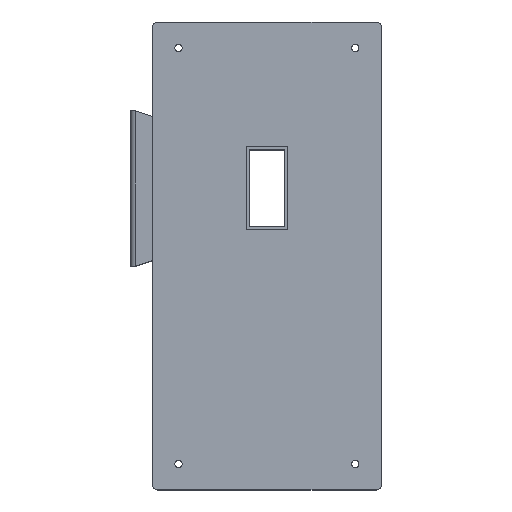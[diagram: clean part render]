
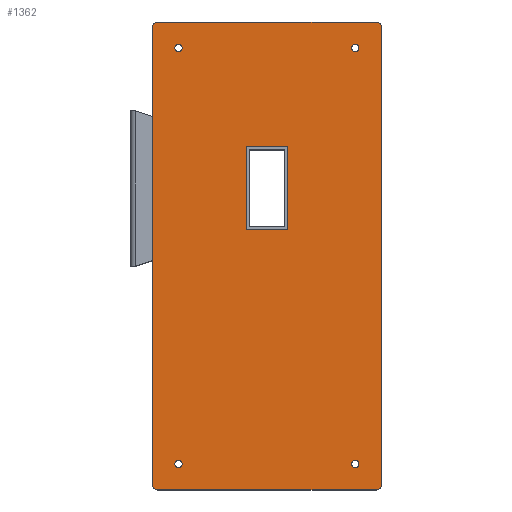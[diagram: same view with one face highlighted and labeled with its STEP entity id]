
A CAD part, top view. The second image highlights one B-rep face of the part: STEP entity #1362.
In plain terms, the highlighted planar face has unit normal (0, 0, 1).
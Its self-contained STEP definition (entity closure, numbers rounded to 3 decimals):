
#22 = CARTESIAN_POINT ( 'NONE',  ( 105., -290., 5. ) ) ;
#42 = CARTESIAN_POINT ( 'NONE',  ( 105., 160., 5. ) ) ;
#48 = DIRECTION ( 'NONE',  ( 1., 0., 0. ) ) ;
#57 = CARTESIAN_POINT ( 'NONE',  ( 105., 155., 5. ) ) ;
#61 = CARTESIAN_POINT ( 'NONE',  ( 105., -285., 5. ) ) ;
#85 = ORIENTED_EDGE ( 'NONE', *, *, #972, .T. ) ;
#88 = DIRECTION ( 'NONE',  ( 1., 0., 0. ) ) ;
#100 = VECTOR ( 'NONE', #1460, 1000. ) ;
#147 = ORIENTED_EDGE ( 'NONE', *, *, #794, .T. ) ;
#148 = LINE ( 'NONE', #216, #2096 ) ;
#163 = CARTESIAN_POINT ( 'NONE',  ( 105., -285., 5. ) ) ;
#170 = VECTOR ( 'NONE', #1983, 1000. ) ;
#185 = VERTEX_POINT ( 'NONE', #1366 ) ;
#186 = CARTESIAN_POINT ( 'NONE',  ( -20., 40., 5. ) ) ;
#216 = CARTESIAN_POINT ( 'NONE',  ( 110., -285., 5. ) ) ;
#229 = CARTESIAN_POINT ( 'NONE',  ( -105., -290., 5. ) ) ;
#234 = DIRECTION ( 'NONE',  ( -1., 0., 0. ) ) ;
#253 = CARTESIAN_POINT ( 'NONE',  ( 110., -285., 5. ) ) ;
#260 = AXIS2_PLACEMENT_3D ( 'NONE', #543, #1192, #234 ) ;
#270 = LINE ( 'NONE', #1463, #1254 ) ;
#295 = CARTESIAN_POINT ( 'NONE',  ( 20., -40., 5. ) ) ;
#296 = CIRCLE ( 'NONE', #1786, 5. ) ;
#318 = ORIENTED_EDGE ( 'NONE', *, *, #1807, .F. ) ;
#327 = CARTESIAN_POINT ( 'NONE',  ( -85., -265., 5. ) ) ;
#337 = EDGE_CURVE ( 'NONE', #185, #2108, #648, .T. ) ;
#371 = VERTEX_POINT ( 'NONE', #42 ) ;
#416 = VECTOR ( 'NONE', #804, 1000. ) ;
#435 = DIRECTION ( 'NONE',  ( 1., 0., 0. ) ) ;
#446 = EDGE_LOOP ( 'NONE', ( #1404 ) ) ;
#447 = VERTEX_POINT ( 'NONE', #186 ) ;
#467 = CARTESIAN_POINT ( 'NONE',  ( 110., 155., 5. ) ) ;
#468 = FACE_OUTER_BOUND ( 'NONE', #1909, .T. ) ;
#501 = CARTESIAN_POINT ( 'NONE',  ( 88.5, 135., 5. ) ) ;
#504 = EDGE_CURVE ( 'NONE', #2158, #2158, #859, .T. ) ;
#505 = DIRECTION ( 'NONE',  ( 0., -1., 0. ) ) ;
#513 = ORIENTED_EDGE ( 'NONE', *, *, #1312, .T. ) ;
#543 = CARTESIAN_POINT ( 'NONE',  ( -105., -285., 5. ) ) ;
#546 = EDGE_CURVE ( 'NONE', #2108, #728, #1242, .T. ) ;
#553 = CIRCLE ( 'NONE', #1341, 3.5 ) ;
#573 = LINE ( 'NONE', #1187, #2033 ) ;
#574 = AXIS2_PLACEMENT_3D ( 'NONE', #61, #1280, #1565 ) ;
#585 = VECTOR ( 'NONE', #816, 1000. ) ;
#592 = DIRECTION ( 'NONE',  ( 0., 0., 1. ) ) ;
#605 = DIRECTION ( 'NONE',  ( -1., 0., 0. ) ) ;
#608 = FACE_BOUND ( 'NONE', #629, .T. ) ;
#615 = DIRECTION ( 'NONE',  ( 1., 0., 0. ) ) ;
#616 = LINE ( 'NONE', #1749, #416 ) ;
#623 = VERTEX_POINT ( 'NONE', #253 ) ;
#629 = EDGE_LOOP ( 'NONE', ( #663 ) ) ;
#648 = CIRCLE ( 'NONE', #260, 5. ) ;
#663 = ORIENTED_EDGE ( 'NONE', *, *, #1338, .F. ) ;
#671 = ORIENTED_EDGE ( 'NONE', *, *, #1986, .F. ) ;
#675 = VERTEX_POINT ( 'NONE', #295 ) ;
#716 = FACE_BOUND ( 'NONE', #1065, .T. ) ;
#717 = AXIS2_PLACEMENT_3D ( 'NONE', #1225, #1495, #827 ) ;
#728 = VERTEX_POINT ( 'NONE', #22 ) ;
#732 = EDGE_LOOP ( 'NONE', ( #1975 ) ) ;
#762 = ORIENTED_EDGE ( 'NONE', *, *, #337, .T. ) ;
#784 = VERTEX_POINT ( 'NONE', #1082 ) ;
#789 = DIRECTION ( 'NONE',  ( 0., 0., 1. ) ) ;
#794 = EDGE_CURVE ( 'NONE', #371, #784, #1530, .T. ) ;
#804 = DIRECTION ( 'NONE',  ( -1., 0., 0. ) ) ;
#809 = EDGE_CURVE ( 'NONE', #784, #1384, #2156, .T. ) ;
#813 = ORIENTED_EDGE ( 'NONE', *, *, #546, .T. ) ;
#816 = DIRECTION ( 'NONE',  ( 1., 0., 0. ) ) ;
#827 = DIRECTION ( 'NONE',  ( -1., 0., 0. ) ) ;
#844 = CIRCLE ( 'NONE', #1111, 5. ) ;
#859 = CIRCLE ( 'NONE', #1304, 3.5 ) ;
#869 = EDGE_CURVE ( 'NONE', #1777, #1777, #1095, .T. ) ;
#873 = FACE_BOUND ( 'NONE', #975, .T. ) ;
#932 = CARTESIAN_POINT ( 'NONE',  ( 85., 135., 5. ) ) ;
#962 = AXIS2_PLACEMENT_3D ( 'NONE', #1916, #1820, #615 ) ;
#972 = EDGE_CURVE ( 'NONE', #623, #1970, #148, .T. ) ;
#975 = EDGE_LOOP ( 'NONE', ( #1898 ) ) ;
#1025 = VECTOR ( 'NONE', #1980, 1000. ) ;
#1042 = LINE ( 'NONE', #1906, #1025 ) ;
#1048 = DIRECTION ( 'NONE',  ( 0., -1., 0. ) ) ;
#1065 = EDGE_LOOP ( 'NONE', ( #671, #1492, #1183, #318 ) ) ;
#1082 = CARTESIAN_POINT ( 'NONE',  ( -105., 160., 5. ) ) ;
#1095 = CIRCLE ( 'NONE', #962, 3.5 ) ;
#1111 = AXIS2_PLACEMENT_3D ( 'NONE', #57, #2114, #605 ) ;
#1118 = LINE ( 'NONE', #1949, #100 ) ;
#1176 = EDGE_CURVE ( 'NONE', #1384, #185, #573, .T. ) ;
#1183 = ORIENTED_EDGE ( 'NONE', *, *, #1562, .F. ) ;
#1187 = CARTESIAN_POINT ( 'NONE',  ( -110., -285., 5. ) ) ;
#1192 = DIRECTION ( 'NONE',  ( 0., 0., 1. ) ) ;
#1225 = CARTESIAN_POINT ( 'NONE',  ( -105., 155., 5. ) ) ;
#1242 = LINE ( 'NONE', #1646, #585 ) ;
#1254 = VECTOR ( 'NONE', #505, 1000. ) ;
#1280 = DIRECTION ( 'NONE',  ( 0., 0., 1. ) ) ;
#1304 = AXIS2_PLACEMENT_3D ( 'NONE', #1902, #592, #48 ) ;
#1312 = EDGE_CURVE ( 'NONE', #1970, #371, #844, .T. ) ;
#1334 = ORIENTED_EDGE ( 'NONE', *, *, #1176, .T. ) ;
#1338 = EDGE_CURVE ( 'NONE', #1392, #1392, #1448, .T. ) ;
#1341 = AXIS2_PLACEMENT_3D ( 'NONE', #932, #1871, #88 ) ;
#1362 = ADVANCED_FACE ( 'NONE', ( #1914, #2051, #608, #873, #468, #716 ), #1391, .T. ) ;
#1366 = CARTESIAN_POINT ( 'NONE',  ( -110., -285., 5. ) ) ;
#1384 = VERTEX_POINT ( 'NONE', #1847 ) ;
#1391 = PLANE ( 'NONE',  #574 ) ;
#1392 = VERTEX_POINT ( 'NONE', #1950 ) ;
#1404 = ORIENTED_EDGE ( 'NONE', *, *, #504, .F. ) ;
#1415 = ORIENTED_EDGE ( 'NONE', *, *, #1470, .T. ) ;
#1448 = CIRCLE ( 'NONE', #1996, 3.5 ) ;
#1460 = DIRECTION ( 'NONE',  ( 1., 0., 0. ) ) ;
#1461 = VERTEX_POINT ( 'NONE', #501 ) ;
#1463 = CARTESIAN_POINT ( 'NONE',  ( -20., 40., 5. ) ) ;
#1470 = EDGE_CURVE ( 'NONE', #728, #623, #296, .T. ) ;
#1492 = ORIENTED_EDGE ( 'NONE', *, *, #2099, .F. ) ;
#1494 = DIRECTION ( 'NONE',  ( 1., 0., 0. ) ) ;
#1495 = DIRECTION ( 'NONE',  ( 0., 0., 1. ) ) ;
#1499 = CARTESIAN_POINT ( 'NONE',  ( -81.5, 135., 5. ) ) ;
#1530 = LINE ( 'NONE', #1881, #170 ) ;
#1562 = EDGE_CURVE ( 'NONE', #1831, #447, #616, .T. ) ;
#1565 = DIRECTION ( 'NONE',  ( 1., 0., 0. ) ) ;
#1646 = CARTESIAN_POINT ( 'NONE',  ( -105., -290., 5. ) ) ;
#1680 = VERTEX_POINT ( 'NONE', #1973 ) ;
#1689 = ORIENTED_EDGE ( 'NONE', *, *, #809, .T. ) ;
#1722 = EDGE_CURVE ( 'NONE', #1461, #1461, #553, .T. ) ;
#1749 = CARTESIAN_POINT ( 'NONE',  ( -20., 40., 5. ) ) ;
#1777 = VERTEX_POINT ( 'NONE', #2053 ) ;
#1786 = AXIS2_PLACEMENT_3D ( 'NONE', #163, #2125, #435 ) ;
#1807 = EDGE_CURVE ( 'NONE', #675, #1831, #1042, .T. ) ;
#1820 = DIRECTION ( 'NONE',  ( 0., 0., 1. ) ) ;
#1831 = VERTEX_POINT ( 'NONE', #1875 ) ;
#1847 = CARTESIAN_POINT ( 'NONE',  ( -110., 155., 5. ) ) ;
#1871 = DIRECTION ( 'NONE',  ( 0., 0., 1. ) ) ;
#1875 = CARTESIAN_POINT ( 'NONE',  ( 20., 40., 5. ) ) ;
#1881 = CARTESIAN_POINT ( 'NONE',  ( -105., 160., 5. ) ) ;
#1898 = ORIENTED_EDGE ( 'NONE', *, *, #869, .F. ) ;
#1902 = CARTESIAN_POINT ( 'NONE',  ( -85., 135., 5. ) ) ;
#1906 = CARTESIAN_POINT ( 'NONE',  ( 20., 40., 5. ) ) ;
#1909 = EDGE_LOOP ( 'NONE', ( #1415, #85, #513, #147, #1689, #1334, #762, #813 ) ) ;
#1914 = FACE_BOUND ( 'NONE', #446, .T. ) ;
#1916 = CARTESIAN_POINT ( 'NONE',  ( 85., -265., 5. ) ) ;
#1949 = CARTESIAN_POINT ( 'NONE',  ( -20., -40., 5. ) ) ;
#1950 = CARTESIAN_POINT ( 'NONE',  ( -81.5, -265., 5. ) ) ;
#1970 = VERTEX_POINT ( 'NONE', #467 ) ;
#1973 = CARTESIAN_POINT ( 'NONE',  ( -20., -40., 5. ) ) ;
#1975 = ORIENTED_EDGE ( 'NONE', *, *, #1722, .F. ) ;
#1980 = DIRECTION ( 'NONE',  ( 0., 1., 0. ) ) ;
#1983 = DIRECTION ( 'NONE',  ( -1., 0., 0. ) ) ;
#1986 = EDGE_CURVE ( 'NONE', #1680, #675, #1118, .T. ) ;
#1996 = AXIS2_PLACEMENT_3D ( 'NONE', #327, #789, #1494 ) ;
#2033 = VECTOR ( 'NONE', #1048, 1000. ) ;
#2044 = DIRECTION ( 'NONE',  ( 0., 1., 0. ) ) ;
#2051 = FACE_BOUND ( 'NONE', #732, .T. ) ;
#2053 = CARTESIAN_POINT ( 'NONE',  ( 88.5, -265., 5. ) ) ;
#2096 = VECTOR ( 'NONE', #2044, 1000. ) ;
#2099 = EDGE_CURVE ( 'NONE', #447, #1680, #270, .T. ) ;
#2108 = VERTEX_POINT ( 'NONE', #229 ) ;
#2114 = DIRECTION ( 'NONE',  ( 0., 0., 1. ) ) ;
#2125 = DIRECTION ( 'NONE',  ( 0., 0., 1. ) ) ;
#2156 = CIRCLE ( 'NONE', #717, 5. ) ;
#2158 = VERTEX_POINT ( 'NONE', #1499 ) ;
